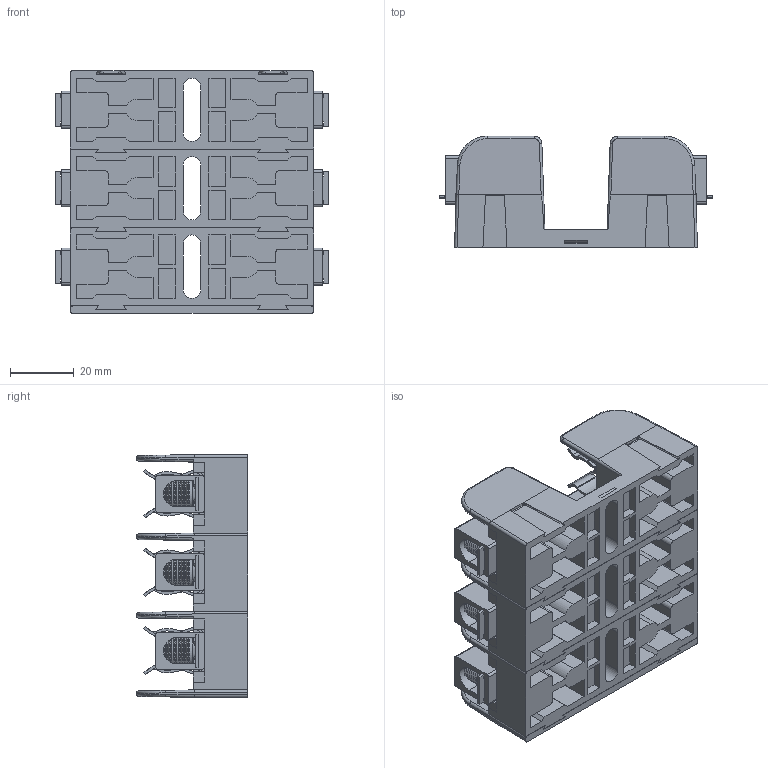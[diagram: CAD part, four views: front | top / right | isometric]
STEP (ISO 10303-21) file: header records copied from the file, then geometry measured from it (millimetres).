
FILE_DESCRIPTION (( 'STEP AP214' ), '1' );
FILE_NAME ('700836rev-.STEP', '2013-11-05T19:42:35', ( '' ), ( '' ), 'SwSTEP 2.0', 'SolidWorks 2013', '' );
FILE_SCHEMA (( 'AUTOMOTIVE_DESIGN' ));
Length unit declared in the file: inch
Products named in the file (29): 700836_1_14; 700836_1_9; 700836_1_18; 700836_1_6; 700836_1_16; 700836_1_20; 700836_1_7; 700836_1_13; 700836rev-; 700836_1_24; 700836_1_2; 700836_1_22; 700836_1_4; 700836_1_10; 700836_1_8; 700836_1_17; 700836_1_21; 700836_1_27; 700836_1_28; 700836_1_26; 700836_1_23; 700836_1_5; 700836_1_12; 700836_1_25; 700836_1_19; 700836_1_3; 700836_1_15; 700836_1_11; 700836_1
Assembly tree (28 placements, depth 2):
  700836rev-
    700836_1_20
    700836_1_6
    700836_1_9
    700836_1
    700836_1_15
    700836_1_19
    700836_1_12
    700836_1_23
    700836_1_28
    700836_1_27
    700836_1_21
    700836_1_17
    700836_1_8
    700836_1_10
    700836_1_4
    700836_1_22
    700836_1_2
    700836_1_24
    700836_1_13
    700836_1_7
    700836_1_16
    700836_1_18
    700836_1_14
    700836_1_11
    700836_1_3
    700836_1_25
    700836_1_5
    700836_1_26
Bounding box: 85.85 x 34.85 x 76.12 mm (x, y, z)
Surface area: 69623.2 mm2 (no closed solid volume)
Topology: 0 solids, 28 shells, 2156 faces, 5978 edges, 3894 vertices
Faces by surface type: plane 1211, cylinder 464, bspline 277, cone 204
Full cylindrical faces by diameter (mm): 2.565 x6, 5.969 x6, 8.382 x6
Entity records: 109121 total; most frequent: CARTESIAN_POINT 28467, ORIENTED_EDGE 11308, DIRECTION 9708, EDGE_CURVE 5666, VERTEX_POINT 3772, VECTOR 3644, LINE 3644, AXIS2_PLACEMENT_3D 3032
